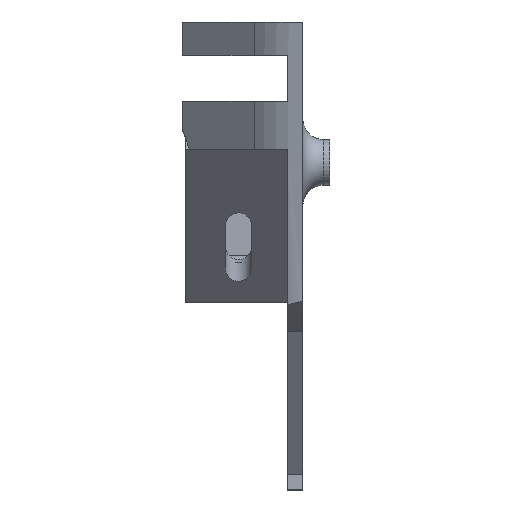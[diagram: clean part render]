
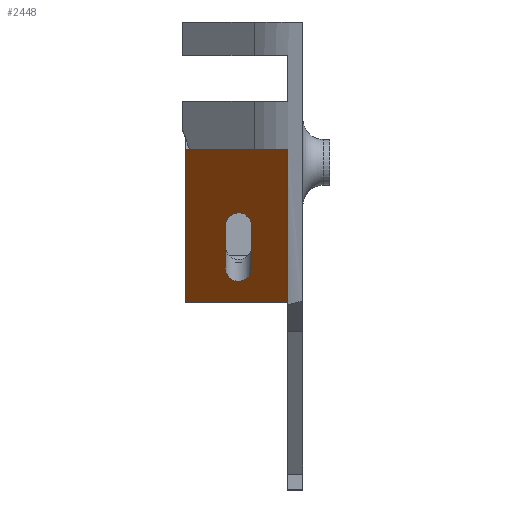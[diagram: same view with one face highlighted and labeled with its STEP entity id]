
A CAD part, top view. The second image highlights one B-rep face of the part: STEP entity #2448.
In plain terms, the highlighted planar face has unit normal (0, -0.701, 0.713).
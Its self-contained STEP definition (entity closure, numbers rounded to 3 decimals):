
#147=ELLIPSE('',#2586,3.707,2.6);
#149=ELLIPSE('',#2590,3.707,2.6);
#176=FACE_BOUND('',#487,.T.);
#239=PLANE('',#2651);
#346=FACE_OUTER_BOUND('',#486,.T.);
#486=EDGE_LOOP('',(#2142,#2143,#2144,#2145));
#487=EDGE_LOOP('',(#2146,#2147,#2148,#2149));
#643=LINE('',#3674,#897);
#671=LINE('',#3753,#925);
#675=LINE('',#3765,#929);
#697=LINE('',#3819,#951);
#722=LINE('',#3887,#976);
#741=LINE('',#3936,#995);
#897=VECTOR('',#2933,10.);
#925=VECTOR('',#3005,10.);
#929=VECTOR('',#3017,10.);
#951=VECTOR('',#3081,10.);
#976=VECTOR('',#3156,10.);
#995=VECTOR('',#3211,10.);
#1235=VERTEX_POINT('',#3671);
#1236=VERTEX_POINT('',#3673);
#1264=VERTEX_POINT('',#3750);
#1265=VERTEX_POINT('',#3752);
#1267=VERTEX_POINT('',#3758);
#1269=VERTEX_POINT('',#3764);
#1279=VERTEX_POINT('',#3816);
#1280=VERTEX_POINT('',#3818);
#1478=EDGE_CURVE('',#1235,#1236,#643,.T.);
#1518=EDGE_CURVE('',#1265,#1264,#671,.T.);
#1521=EDGE_CURVE('',#1267,#1265,#147,.T.);
#1524=EDGE_CURVE('',#1269,#1267,#675,.T.);
#1527=EDGE_CURVE('',#1264,#1269,#149,.T.);
#1552=EDGE_CURVE('',#1279,#1280,#697,.T.);
#1586=EDGE_CURVE('',#1236,#1279,#722,.T.);
#1611=EDGE_CURVE('',#1280,#1235,#741,.T.);
#2142=ORIENTED_EDGE('',*,*,#1478,.F.);
#2143=ORIENTED_EDGE('',*,*,#1611,.F.);
#2144=ORIENTED_EDGE('',*,*,#1552,.F.);
#2145=ORIENTED_EDGE('',*,*,#1586,.F.);
#2146=ORIENTED_EDGE('',*,*,#1524,.T.);
#2147=ORIENTED_EDGE('',*,*,#1521,.T.);
#2148=ORIENTED_EDGE('',*,*,#1518,.T.);
#2149=ORIENTED_EDGE('',*,*,#1527,.T.);
#2448=ADVANCED_FACE('',(#346,#176),#239,.T.);
#2586=AXIS2_PLACEMENT_3D('',#3759,#3011,#3012);
#2590=AXIS2_PLACEMENT_3D('',#3769,#3023,#3024);
#2651=AXIS2_PLACEMENT_3D('',#3935,#3209,#3210);
#2933=DIRECTION('',(0.,-0.713,-0.701));
#3005=DIRECTION('',(0.,-0.713,-0.701));
#3011=DIRECTION('center_axis',(0.,0.701,-0.713));
#3012=DIRECTION('ref_axis',(0.,0.713,0.701));
#3017=DIRECTION('',(0.,0.713,0.701));
#3023=DIRECTION('center_axis',(0.,0.701,-0.713));
#3024=DIRECTION('ref_axis',(0.,-0.713,-0.701));
#3081=DIRECTION('',(0.,0.713,0.701));
#3156=DIRECTION('',(-1.,0.,0.));
#3209=DIRECTION('center_axis',(0.,-0.701,
0.713));
#3210=DIRECTION('ref_axis',(0.,-0.713,-0.701));
#3211=DIRECTION('',(1.,0.,0.));
#3671=CARTESIAN_POINT('',(-59.69,-40.603,-28.26));
#3673=CARTESIAN_POINT('',(-59.69,-70.603,-57.775));
#3674=CARTESIAN_POINT('',(-59.69,-58.067,-45.441));
#3750=CARTESIAN_POINT('',(-66.738,-63.855,-51.136));
#3752=CARTESIAN_POINT('',(-66.738,-55.724,-43.136));
#3753=CARTESIAN_POINT('',(-66.738,-46.321,-33.886));
#3758=CARTESIAN_POINT('',(-71.938,-55.724,-43.136));
#3759=CARTESIAN_POINT('Origin',(-69.338,-55.724,-43.136));
#3764=CARTESIAN_POINT('',(-71.938,-63.855,-51.136));
#3765=CARTESIAN_POINT('',(-71.938,-44.322,-31.918));
#3769=CARTESIAN_POINT('Origin',(-69.338,-63.855,-51.136));
#3816=CARTESIAN_POINT('',(-79.702,-70.603,-57.775));
#3818=CARTESIAN_POINT('',(-79.702,-40.603,-28.26));
#3819=CARTESIAN_POINT('',(-79.702,-70.603,-57.775));
#3887=CARTESIAN_POINT('',(-59.69,-70.603,-57.775));
#3935=CARTESIAN_POINT('Origin',(-79.002,-40.603,-28.26));
#3936=CARTESIAN_POINT('',(-69.346,-40.603,-28.26));
